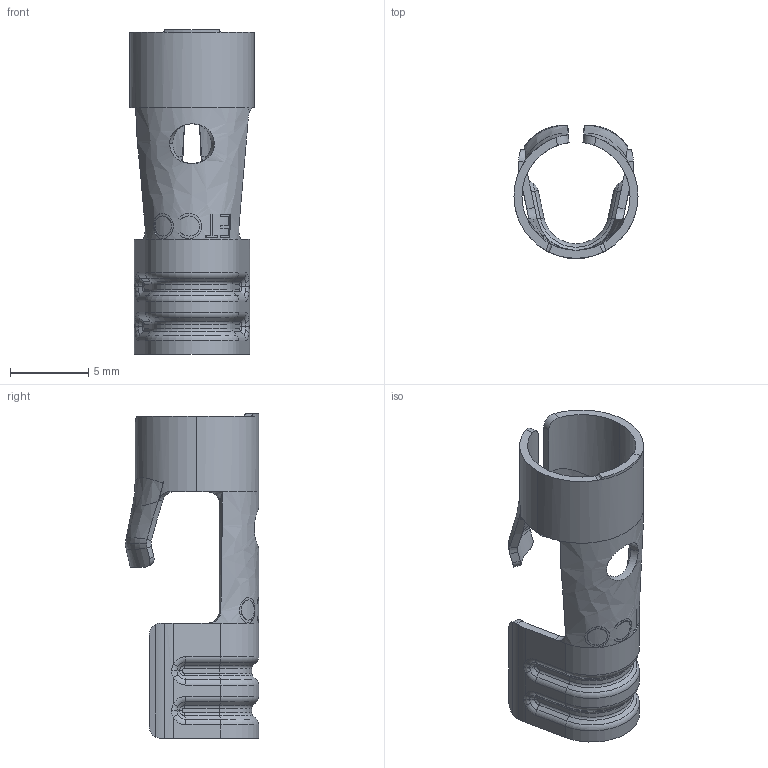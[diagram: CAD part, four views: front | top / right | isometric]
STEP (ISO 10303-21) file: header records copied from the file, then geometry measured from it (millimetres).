
FILE_DESCRIPTION (( 'STEP AP203' ), '1' );
FILE_NAME ('DT65.STEP', '2019-11-01T19:16:27', ( 'tempuser' ), ( 'Microsoft' ), 'SwSTEP 2.0', 'SolidWorks 2019', '' );
FILE_SCHEMA (( 'CONFIG_CONTROL_DESIGN' ));
Length unit declared in the file: inch
Products named in the file (1): DT65
Bounding box: 7.92 x 8.52 x 20.75 mm (x, y, z)
Volume: 161.9 mm3; surface area: 719.4 mm2
Topology: 1 solids, 1 shells, 270 faces, 673 edges, 408 vertices
Faces by surface type: bspline 82, cylinder 60, plane 54, torus 44, cone 30
Entity records: 18264 total; most frequent: CARTESIAN_POINT 12401, ORIENTED_EDGE 1342, DIRECTION 1012, EDGE_CURVE 671, AXIS2_PLACEMENT_3D 410, VERTEX_POINT 408, EDGE_LOOP 277, FACE_OUTER_BOUND 270
